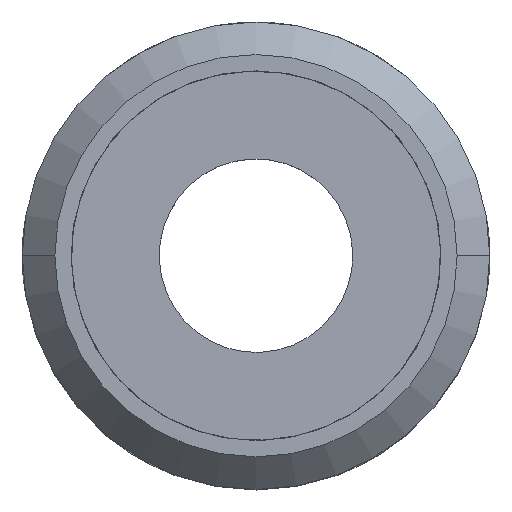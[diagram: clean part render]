
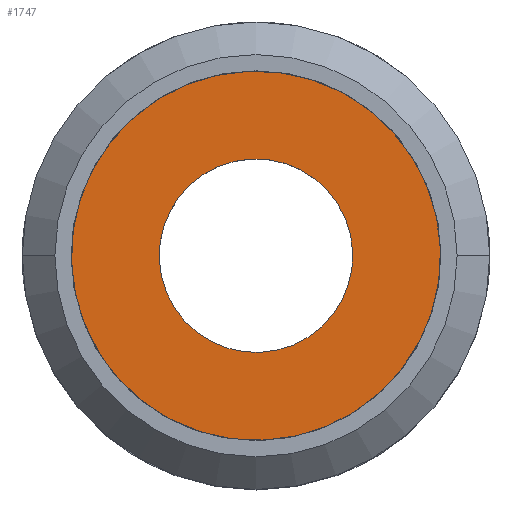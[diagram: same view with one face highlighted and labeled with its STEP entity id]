
A CAD part, top view. The second image highlights one B-rep face of the part: STEP entity #1747.
In plain terms, the highlighted face is planar.
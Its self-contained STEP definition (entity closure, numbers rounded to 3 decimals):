
#72 = VERTEX_POINT ( 'NONE', #336 ) ;
#104 = EDGE_CURVE ( 'NONE', #1443, #72, #1304, .T. ) ;
#143 = DIRECTION ( 'NONE',  ( 1., 0., 0. ) ) ;
#153 = AXIS2_PLACEMENT_3D ( 'NONE', #491, #1488, #1313 ) ;
#219 = EDGE_CURVE ( 'NONE', #72, #1443, #2521, .T. ) ;
#336 = CARTESIAN_POINT ( 'NONE',  ( 16.98, 0., -16.5 ) ) ;
#369 = FACE_BOUND ( 'NONE', #1976, .T. ) ;
#387 = AXIS2_PLACEMENT_3D ( 'NONE', #2892, #1543, #143 ) ;
#425 = CARTESIAN_POINT ( 'NONE',  ( 0., 0., -16.5 ) ) ;
#426 = EDGE_LOOP ( 'NONE', ( #1450, #1072 ) ) ;
#491 = CARTESIAN_POINT ( 'NONE',  ( 0., 0., -16.5 ) ) ;
#594 = CARTESIAN_POINT ( 'NONE',  ( 8.9, 0., -16.5 ) ) ;
#632 = CARTESIAN_POINT ( 'NONE',  ( -8.9, 0., -16.5 ) ) ;
#1012 = PLANE ( 'NONE',  #1752 ) ;
#1072 = ORIENTED_EDGE ( 'NONE', *, *, #104, .F. ) ;
#1117 = CARTESIAN_POINT ( 'NONE',  ( 0., 0., -16.5 ) ) ;
#1152 = EDGE_CURVE ( 'NONE', #2004, #2737, #2720, .T. ) ;
#1304 = CIRCLE ( 'NONE', #1533, 16.98 ) ;
#1306 = DIRECTION ( 'NONE',  ( 0., 0., 1. ) ) ;
#1313 = DIRECTION ( 'NONE',  ( 1., 0., 0. ) ) ;
#1443 = VERTEX_POINT ( 'NONE', #2849 ) ;
#1450 = ORIENTED_EDGE ( 'NONE', *, *, #219, .F. ) ;
#1488 = DIRECTION ( 'NONE',  ( 0., 0., 1. ) ) ;
#1533 = AXIS2_PLACEMENT_3D ( 'NONE', #1117, #1306, #2650 ) ;
#1543 = DIRECTION ( 'NONE',  ( 0., 0., 1. ) ) ;
#1747 = ADVANCED_FACE ( 'NONE', ( #369, #2788 ), #1012, .T. ) ;
#1752 = AXIS2_PLACEMENT_3D ( 'NONE', #1884, #1846, #2754 ) ;
#1767 = ORIENTED_EDGE ( 'NONE', *, *, #2915, .T. ) ;
#1846 = DIRECTION ( 'NONE',  ( 0., 0., -1. ) ) ;
#1884 = CARTESIAN_POINT ( 'NONE',  ( 0., 0., -16.5 ) ) ;
#1976 = EDGE_LOOP ( 'NONE', ( #2362, #1767 ) ) ;
#2004 = VERTEX_POINT ( 'NONE', #594 ) ;
#2362 = ORIENTED_EDGE ( 'NONE', *, *, #1152, .T. ) ;
#2437 = DIRECTION ( 'NONE',  ( 1., 0., 0. ) ) ;
#2521 = CIRCLE ( 'NONE', #387, 16.98 ) ;
#2555 = CIRCLE ( 'NONE', #2876, 8.9 ) ;
#2650 = DIRECTION ( 'NONE',  ( 1., 0., 0. ) ) ;
#2720 = CIRCLE ( 'NONE', #153, 8.9 ) ;
#2737 = VERTEX_POINT ( 'NONE', #632 ) ;
#2754 = DIRECTION ( 'NONE',  ( -1., 0., 0. ) ) ;
#2788 = FACE_OUTER_BOUND ( 'NONE', #426, .T. ) ;
#2849 = CARTESIAN_POINT ( 'NONE',  ( -16.98, 0., -16.5 ) ) ;
#2876 = AXIS2_PLACEMENT_3D ( 'NONE', #425, #2948, #2437 ) ;
#2892 = CARTESIAN_POINT ( 'NONE',  ( 0., 0., -16.5 ) ) ;
#2915 = EDGE_CURVE ( 'NONE', #2737, #2004, #2555, .T. ) ;
#2948 = DIRECTION ( 'NONE',  ( 0., 0., 1. ) ) ;
